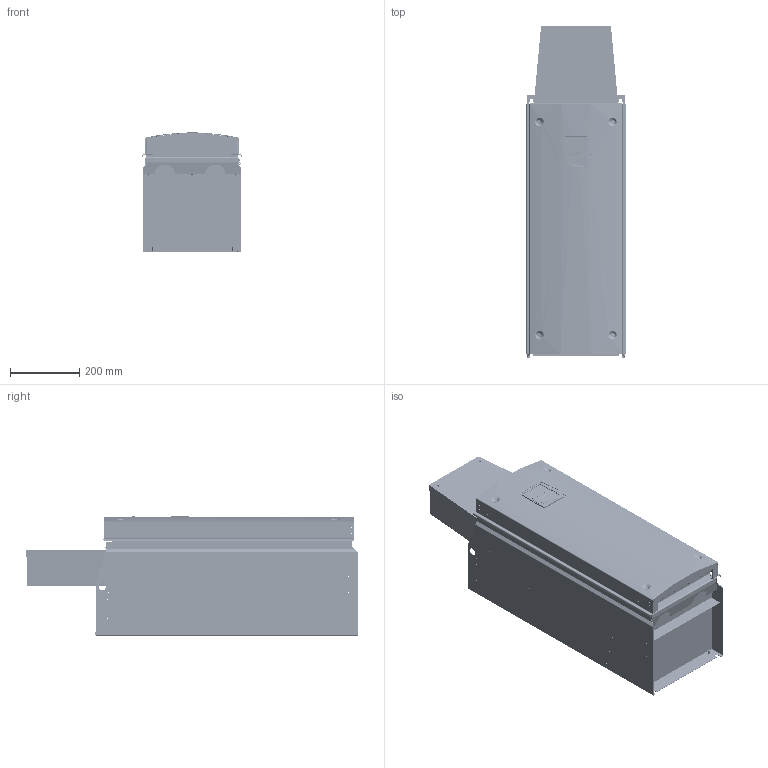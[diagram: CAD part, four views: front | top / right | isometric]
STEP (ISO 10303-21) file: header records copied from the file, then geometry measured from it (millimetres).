
FILE_DESCRIPTION((''),'2;1');
FILE_NAME('PRT0004','2020-11-05T',('U325185'),('Danfoss Power Electronics'),'CREO PARAMETRIC BY PTC INC, 2018070','CREO PARAMETRIC BY PTC INC, 2018070','');
FILE_SCHEMA(('CONFIG_CONTROL_DESIGN','GEOMETRIC_VALIDATION_PROPERTIES_MIM'));
Products named in the file (1): PRT0004
Bounding box: 288.9 x 957.39 x 343.61 mm (x, y, z)
Volume: 63204089.8 mm3; surface area: 2217012.8 mm2
Topology: 1 solids, 16 shells, 3931 faces, 11532 edges, 7405 vertices
Faces by surface type: cylinder 2173, plane 1127, cone 233, torus 219, bspline 143, sphere 21, extrusion 15
Entity records: 171657 total; most frequent: CARTESIAN_POINT 37056, ORIENTED_EDGE 22974, DIRECTION 21389, EDGE_CURVE 11506, AXIS2_PLACEMENT_3D 8135, VERTEX_POINT 7408, VECTOR 5119, LINE 5104
